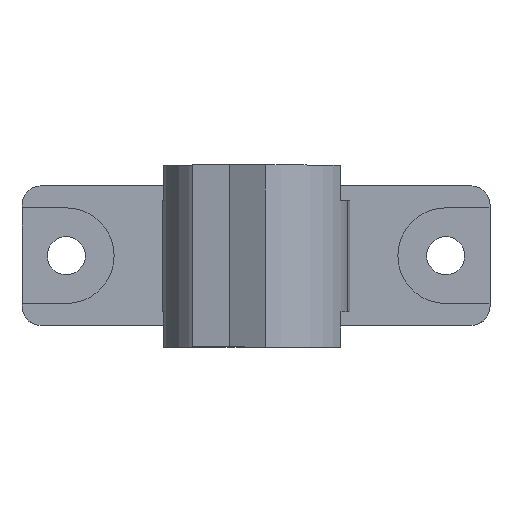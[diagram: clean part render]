
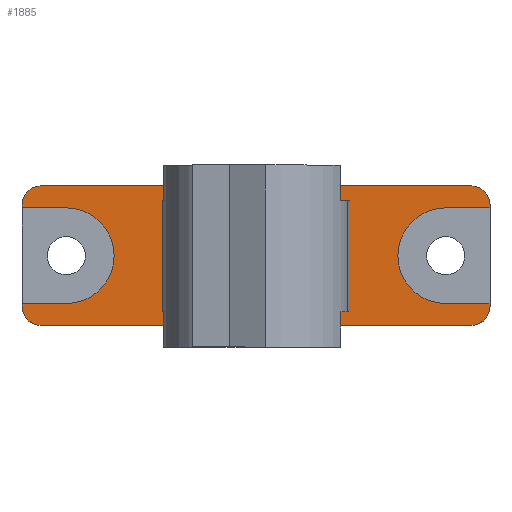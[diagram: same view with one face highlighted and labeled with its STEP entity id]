
A CAD part, top view. The second image highlights one B-rep face of the part: STEP entity #1885.
In plain terms, the highlighted planar face has unit normal (0, 0, 1).
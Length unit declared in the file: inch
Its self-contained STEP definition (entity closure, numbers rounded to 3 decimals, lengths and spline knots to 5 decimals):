
#1627=CARTESIAN_POINT('',(-0.53071,-0.17244,0.4874));
#1628=VERTEX_POINT('',#1627);
#1629=CARTESIAN_POINT('',(-0.57795,-0.1252,0.4874));
#1630=VERTEX_POINT('',#1629);
#1631=CARTESIAN_POINT('',(-0.53071,-0.1252,0.4874));
#1632=DIRECTION('',(0.0,0.0,-1.0));
#1633=DIRECTION('',(-0.707,-0.707,0.0));
#1634=AXIS2_PLACEMENT_3D('',#1631,#1632,#1633);
#1635=CIRCLE('',#1634,0.04724);
#1636=EDGE_CURVE('',#1628,#1630,#1635,.T.);
#1654=CARTESIAN_POINT('',(0.63575,0.18969,0.4874));
#1655=DIRECTION('',(0.0,0.0,1.0));
#1656=DIRECTION('',(1.0,0.0,0.0));
#1657=AXIS2_PLACEMENT_3D('',#1654,#1655,#1656);
#1658=PLANE('',#1657);
#1659=ORIENTED_EDGE('',*,*,#1636,.F.);
#1660=CARTESIAN_POINT('',(-0.12795,-0.17244,0.4874));
#1661=VERTEX_POINT('',#1660);
#1662=CARTESIAN_POINT('',(-0.12795,-0.17244,0.4874));
#1663=DIRECTION('',(-1.0,0.0,0.0));
#1664=VECTOR('',#1663,0.40276);
#1665=LINE('',#1662,#1664);
#1666=EDGE_CURVE('',#1661,#1628,#1665,.T.);
#1667=ORIENTED_EDGE('',*,*,#1666,.F.);
#1668=CARTESIAN_POINT('',(-0.12795,-0.14882,0.4874));
#1669=VERTEX_POINT('',#1668);
#1670=CARTESIAN_POINT('',(-0.12795,-0.17244,0.4874));
#1671=DIRECTION('',(0.0,1.0,0.0));
#1672=VECTOR('',#1671,0.02362);
#1673=LINE('',#1670,#1672);
#1674=EDGE_CURVE('',#1661,#1669,#1673,.T.);
#1675=ORIENTED_EDGE('',*,*,#1674,.T.);
#1676=CARTESIAN_POINT('',(0.12795,-0.14882,0.4874));
#1677=VERTEX_POINT('',#1676);
#1678=CARTESIAN_POINT('',(-0.12795,-0.14882,0.4874));
#1679=DIRECTION('',(1.0,0.0,0.0));
#1680=VECTOR('',#1679,0.25591);
#1681=LINE('',#1678,#1680);
#1682=EDGE_CURVE('',#1669,#1677,#1681,.T.);
#1683=ORIENTED_EDGE('',*,*,#1682,.T.);
#1684=CARTESIAN_POINT('',(0.12795,-0.17244,0.4874));
#1685=VERTEX_POINT('',#1684);
#1686=CARTESIAN_POINT('',(0.12795,-0.14882,0.4874));
#1687=DIRECTION('',(0.0,-1.0,0.0));
#1688=VECTOR('',#1687,0.02362);
#1689=LINE('',#1686,#1688);
#1690=EDGE_CURVE('',#1677,#1685,#1689,.T.);
#1691=ORIENTED_EDGE('',*,*,#1690,.T.);
#1692=CARTESIAN_POINT('',(0.53071,-0.17244,0.4874));
#1693=VERTEX_POINT('',#1692);
#1694=CARTESIAN_POINT('',(0.53071,-0.17244,0.4874));
#1695=DIRECTION('',(-1.0,0.0,0.0));
#1696=VECTOR('',#1695,0.40276);
#1697=LINE('',#1694,#1696);
#1698=EDGE_CURVE('',#1693,#1685,#1697,.T.);
#1699=ORIENTED_EDGE('',*,*,#1698,.F.);
#1700=CARTESIAN_POINT('',(0.57795,-0.1252,0.4874));
#1701=VERTEX_POINT('',#1700);
#1702=CARTESIAN_POINT('',(0.53071,-0.1252,0.4874));
#1703=DIRECTION('',(0.0,0.0,-1.0));
#1704=DIRECTION('',(0.707,-0.707,0.0));
#1705=AXIS2_PLACEMENT_3D('',#1702,#1703,#1704);
#1706=CIRCLE('',#1705,0.04724);
#1707=EDGE_CURVE('',#1701,#1693,#1706,.T.);
#1708=ORIENTED_EDGE('',*,*,#1707,.F.);
#1709=CARTESIAN_POINT('',(0.57795,-0.11811,0.4874));
#1710=VERTEX_POINT('',#1709);
#1711=CARTESIAN_POINT('',(0.57795,-0.11811,0.4874));
#1712=DIRECTION('',(0.0,-1.0,0.0));
#1713=VECTOR('',#1712,0.00709);
#1714=LINE('',#1711,#1713);
#1715=EDGE_CURVE('',#1710,#1701,#1714,.T.);
#1716=ORIENTED_EDGE('',*,*,#1715,.F.);
#1717=CARTESIAN_POINT('',(0.4685,-0.11811,0.4874));
#1718=VERTEX_POINT('',#1717);
#1719=CARTESIAN_POINT('',(0.57795,-0.11811,0.4874));
#1720=DIRECTION('',(-1.0,0.0,0.0));
#1721=VECTOR('',#1720,0.10945);
#1722=LINE('',#1719,#1721);
#1723=EDGE_CURVE('',#1710,#1718,#1722,.T.);
#1724=ORIENTED_EDGE('',*,*,#1723,.T.);
#1725=CARTESIAN_POINT('',(0.4685,0.11811,0.4874));
#1726=VERTEX_POINT('',#1725);
#1727=CARTESIAN_POINT('',(0.4685,0.,0.4874));
#1728=DIRECTION('',(0.0,0.0,-1.0));
#1729=DIRECTION('',(0.0,1.0,0.0));
#1730=AXIS2_PLACEMENT_3D('',#1727,#1728,#1729);
#1731=CIRCLE('',#1730,0.11811);
#1732=EDGE_CURVE('',#1718,#1726,#1731,.T.);
#1733=ORIENTED_EDGE('',*,*,#1732,.T.);
#1734=CARTESIAN_POINT('',(0.57795,0.11811,0.4874));
#1735=VERTEX_POINT('',#1734);
#1736=CARTESIAN_POINT('',(0.4685,0.11811,0.4874));
#1737=DIRECTION('',(1.0,0.0,0.0));
#1738=VECTOR('',#1737,0.10945);
#1739=LINE('',#1736,#1738);
#1740=EDGE_CURVE('',#1726,#1735,#1739,.T.);
#1741=ORIENTED_EDGE('',*,*,#1740,.T.);
#1742=CARTESIAN_POINT('',(0.57795,0.1252,0.4874));
#1743=VERTEX_POINT('',#1742);
#1744=CARTESIAN_POINT('',(0.57795,0.1252,0.4874));
#1745=DIRECTION('',(0.0,-1.0,0.0));
#1746=VECTOR('',#1745,0.00709);
#1747=LINE('',#1744,#1746);
#1748=EDGE_CURVE('',#1743,#1735,#1747,.T.);
#1749=ORIENTED_EDGE('',*,*,#1748,.F.);
#1750=CARTESIAN_POINT('',(0.53071,0.17244,0.4874));
#1751=VERTEX_POINT('',#1750);
#1752=CARTESIAN_POINT('',(0.53071,0.1252,0.4874));
#1753=DIRECTION('',(0.0,0.0,-1.0));
#1754=DIRECTION('',(0.707,0.707,0.0));
#1755=AXIS2_PLACEMENT_3D('',#1752,#1753,#1754);
#1756=CIRCLE('',#1755,0.04724);
#1757=EDGE_CURVE('',#1751,#1743,#1756,.T.);
#1758=ORIENTED_EDGE('',*,*,#1757,.F.);
#1759=CARTESIAN_POINT('',(0.12795,0.17244,0.4874));
#1760=VERTEX_POINT('',#1759);
#1761=CARTESIAN_POINT('',(0.12795,0.17244,0.4874));
#1762=DIRECTION('',(1.0,0.0,0.0));
#1763=VECTOR('',#1762,0.40276);
#1764=LINE('',#1761,#1763);
#1765=EDGE_CURVE('',#1760,#1751,#1764,.T.);
#1766=ORIENTED_EDGE('',*,*,#1765,.F.);
#1767=CARTESIAN_POINT('',(0.12795,0.14882,0.4874));
#1768=VERTEX_POINT('',#1767);
#1769=CARTESIAN_POINT('',(0.12795,0.17244,0.4874));
#1770=DIRECTION('',(0.0,-1.0,0.0));
#1771=VECTOR('',#1770,0.02362);
#1772=LINE('',#1769,#1771);
#1773=EDGE_CURVE('',#1760,#1768,#1772,.T.);
#1774=ORIENTED_EDGE('',*,*,#1773,.T.);
#1775=CARTESIAN_POINT('',(-0.12795,0.14882,0.4874));
#1776=VERTEX_POINT('',#1775);
#1777=CARTESIAN_POINT('',(0.12795,0.14882,0.4874));
#1778=DIRECTION('',(-1.0,0.0,0.0));
#1779=VECTOR('',#1778,0.25591);
#1780=LINE('',#1777,#1779);
#1781=EDGE_CURVE('',#1768,#1776,#1780,.T.);
#1782=ORIENTED_EDGE('',*,*,#1781,.T.);
#1783=CARTESIAN_POINT('',(-0.12795,0.17244,0.4874));
#1784=VERTEX_POINT('',#1783);
#1785=CARTESIAN_POINT('',(-0.12795,0.14882,0.4874));
#1786=DIRECTION('',(0.0,1.0,0.0));
#1787=VECTOR('',#1786,0.02362);
#1788=LINE('',#1785,#1787);
#1789=EDGE_CURVE('',#1776,#1784,#1788,.T.);
#1790=ORIENTED_EDGE('',*,*,#1789,.T.);
#1791=CARTESIAN_POINT('',(-0.53071,0.17244,0.4874));
#1792=VERTEX_POINT('',#1791);
#1793=CARTESIAN_POINT('',(-0.53071,0.17244,0.4874));
#1794=DIRECTION('',(1.0,0.0,0.0));
#1795=VECTOR('',#1794,0.40276);
#1796=LINE('',#1793,#1795);
#1797=EDGE_CURVE('',#1792,#1784,#1796,.T.);
#1798=ORIENTED_EDGE('',*,*,#1797,.F.);
#1799=CARTESIAN_POINT('',(-0.57795,0.1252,0.4874));
#1800=VERTEX_POINT('',#1799);
#1801=CARTESIAN_POINT('',(-0.53071,0.1252,0.4874));
#1802=DIRECTION('',(0.0,0.0,-1.0));
#1803=DIRECTION('',(-0.707,0.707,0.0));
#1804=AXIS2_PLACEMENT_3D('',#1801,#1802,#1803);
#1805=CIRCLE('',#1804,0.04724);
#1806=EDGE_CURVE('',#1800,#1792,#1805,.T.);
#1807=ORIENTED_EDGE('',*,*,#1806,.F.);
#1808=CARTESIAN_POINT('',(-0.57795,0.11811,0.4874));
#1809=VERTEX_POINT('',#1808);
#1810=CARTESIAN_POINT('',(-0.57795,0.11811,0.4874));
#1811=DIRECTION('',(0.0,1.0,0.0));
#1812=VECTOR('',#1811,0.00709);
#1813=LINE('',#1810,#1812);
#1814=EDGE_CURVE('',#1809,#1800,#1813,.T.);
#1815=ORIENTED_EDGE('',*,*,#1814,.F.);
#1816=CARTESIAN_POINT('',(-0.4685,0.11811,0.4874));
#1817=VERTEX_POINT('',#1816);
#1818=CARTESIAN_POINT('',(-0.57795,0.11811,0.4874));
#1819=DIRECTION('',(1.0,0.0,0.0));
#1820=VECTOR('',#1819,0.10945);
#1821=LINE('',#1818,#1820);
#1822=EDGE_CURVE('',#1809,#1817,#1821,.T.);
#1823=ORIENTED_EDGE('',*,*,#1822,.T.);
#1824=CARTESIAN_POINT('',(-0.4685,-0.11811,0.4874));
#1825=VERTEX_POINT('',#1824);
#1826=CARTESIAN_POINT('',(-0.4685,0.,0.4874));
#1827=DIRECTION('',(0.0,0.0,-1.0));
#1828=DIRECTION('',(0.0,-1.0,0.0));
#1829=AXIS2_PLACEMENT_3D('',#1826,#1827,#1828);
#1830=CIRCLE('',#1829,0.11811);
#1831=EDGE_CURVE('',#1817,#1825,#1830,.T.);
#1832=ORIENTED_EDGE('',*,*,#1831,.T.);
#1833=CARTESIAN_POINT('',(-0.57795,-0.11811,0.4874));
#1834=VERTEX_POINT('',#1833);
#1835=CARTESIAN_POINT('',(-0.4685,-0.11811,0.4874));
#1836=DIRECTION('',(-1.0,0.0,0.0));
#1837=VECTOR('',#1836,0.10945);
#1838=LINE('',#1835,#1837);
#1839=EDGE_CURVE('',#1825,#1834,#1838,.T.);
#1840=ORIENTED_EDGE('',*,*,#1839,.T.);
#1841=CARTESIAN_POINT('',(-0.57795,-0.1252,0.4874));
#1842=DIRECTION('',(0.0,1.0,0.0));
#1843=VECTOR('',#1842,0.00709);
#1844=LINE('',#1841,#1843);
#1845=EDGE_CURVE('',#1630,#1834,#1844,.T.);
#1846=ORIENTED_EDGE('',*,*,#1845,.F.);
#1847=EDGE_LOOP('',(#1659,#1667,#1675,#1683,#1691,#1699,#1708,#1716,#1724,#1733,#1741,#1749,#1758,#1766,#1774,#1782,#1790,#1798,#1807,#1815,#1823,#1832,#1840,#1846));
#1848=FACE_OUTER_BOUND('',#1847,.T.);
#1849=CARTESIAN_POINT('',(0.05892,0.10236,0.4874));
#1850=VERTEX_POINT('',#1849);
#1851=CARTESIAN_POINT('',(0.05892,-0.10236,0.4874));
#1852=VERTEX_POINT('',#1851);
#1853=CARTESIAN_POINT('',(0.,0.,0.4874));
#1854=DIRECTION('',(0.0,0.0,-1.0));
#1855=DIRECTION('',(-0.499,0.867,0.0));
#1856=AXIS2_PLACEMENT_3D('',#1853,#1854,#1855);
#1857=CIRCLE('',#1856,0.11811);
#1858=EDGE_CURVE('',#1850,#1852,#1857,.T.);
#1859=ORIENTED_EDGE('',*,*,#1858,.T.);
#1860=CARTESIAN_POINT('',(-0.05892,-0.10236,0.4874));
#1861=VERTEX_POINT('',#1860);
#1862=CARTESIAN_POINT('',(0.05892,-0.10236,0.4874));
#1863=DIRECTION('',(-1.0,0.0,0.0));
#1864=VECTOR('',#1863,0.11785);
#1865=LINE('',#1862,#1864);
#1866=EDGE_CURVE('',#1852,#1861,#1865,.T.);
#1867=ORIENTED_EDGE('',*,*,#1866,.T.);
#1868=CARTESIAN_POINT('',(-0.05892,0.10236,0.4874));
#1869=VERTEX_POINT('',#1868);
#1870=CARTESIAN_POINT('',(0.,0.,0.4874));
#1871=DIRECTION('',(0.0,0.0,-1.0));
#1872=DIRECTION('',(0.499,-0.867,0.0));
#1873=AXIS2_PLACEMENT_3D('',#1870,#1871,#1872);
#1874=CIRCLE('',#1873,0.11811);
#1875=EDGE_CURVE('',#1861,#1869,#1874,.T.);
#1876=ORIENTED_EDGE('',*,*,#1875,.T.);
#1877=CARTESIAN_POINT('',(-0.05892,0.10236,0.4874));
#1878=DIRECTION('',(1.0,0.0,0.0));
#1879=VECTOR('',#1878,0.11785);
#1880=LINE('',#1877,#1879);
#1881=EDGE_CURVE('',#1869,#1850,#1880,.T.);
#1882=ORIENTED_EDGE('',*,*,#1881,.T.);
#1883=EDGE_LOOP('',(#1859,#1867,#1876,#1882));
#1884=FACE_BOUND('',#1883,.T.);
#1885=ADVANCED_FACE('',(#1848,#1884),#1658,.T.);
